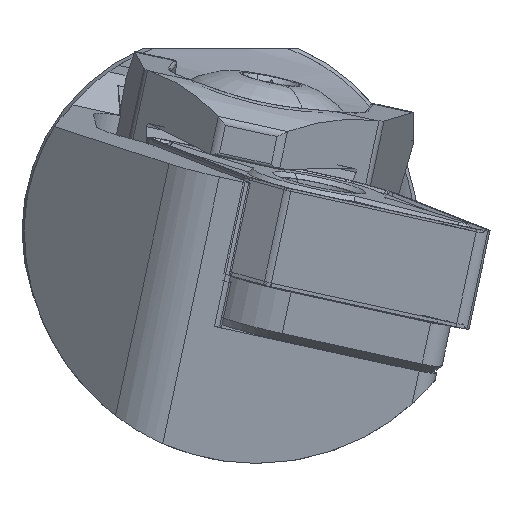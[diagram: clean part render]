
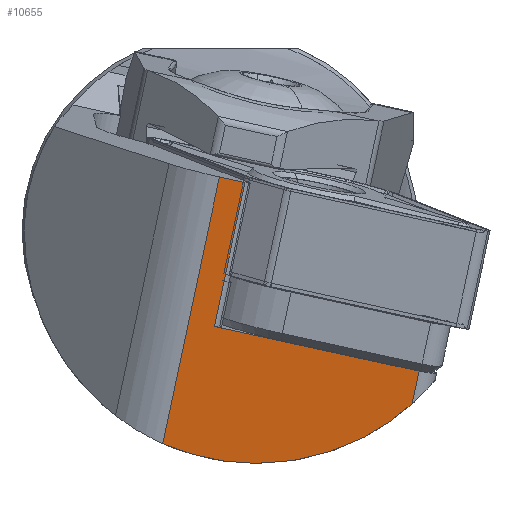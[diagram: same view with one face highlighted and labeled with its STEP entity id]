
A CAD part, left-side view. The second image highlights one B-rep face of the part: STEP entity #10655.
In plain terms, the highlighted planar face has unit normal (-0.993, 0.072, -0.091).
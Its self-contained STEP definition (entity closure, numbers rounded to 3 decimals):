
#12 = EDGE_CURVE ( 'NONE', #3754, #8004, #12728, .T. ) ;
#119 = VERTEX_POINT ( 'NONE', #6429 ) ;
#727 = DIRECTION ( 'NONE',  ( 0.105, 0.207, -0.973 ) ) ;
#1120 = EDGE_LOOP ( 'NONE', ( #9739, #12183, #14037, #15809, #9169, #9995, #10791 ) ) ;
#1327 = EDGE_CURVE ( 'NONE', #2211, #119, #4876, .T. ) ;
#1400 = CARTESIAN_POINT ( 'NONE',  ( 3.33, 3.626, -13.398 ) ) ;
#1463 = CARTESIAN_POINT ( 'NONE',  ( 3.016, -2.3, -14.65 ) ) ;
#1493 = CARTESIAN_POINT ( 'NONE',  ( 1.739, -12.529, -8.833 ) ) ;
#1583 = CARTESIAN_POINT ( 'NONE',  ( 1.961, -12.09, -10.898 ) ) ;
#1835 = VECTOR ( 'NONE', #7463, 1000. ) ;
#2091 = AXIS2_PLACEMENT_3D ( 'NONE', #6604, #6867, #4635 ) ;
#2100 = VERTEX_POINT ( 'NONE', #8535 ) ;
#2211 = VERTEX_POINT ( 'NONE', #1493 ) ;
#2332 =( BOUNDED_CURVE ( )  B_SPLINE_CURVE ( 3, ( #7679, #7794, #8836, #1583 ),
 .UNSPECIFIED., .F., .F. ) 
 B_SPLINE_CURVE_WITH_KNOTS ( ( 4, 4 ),
 ( 0.667, 1.399 ),
 .UNSPECIFIED. ) 
 CURVE ( )  GEOMETRIC_REPRESENTATION_ITEM ( )  RATIONAL_B_SPLINE_CURVE ( ( 1., 0.956, 0.956, 1. ) ) 
 REPRESENTATION_ITEM ( '' )  );
#2654 = PLANE ( 'NONE',  #2091 ) ;
#3301 = CARTESIAN_POINT ( 'NONE',  ( 1.44, -1.556, 3.058 ) ) ;
#3754 = VERTEX_POINT ( 'NONE', #11170 ) ;
#4191 = EDGE_CURVE ( 'NONE', #12174, #2100, #11175, .T. ) ;
#4635 = DIRECTION ( 'NONE',  ( 0., -0.786, -0.619 ) ) ;
#4876 = LINE ( 'NONE', #8057, #11133 ) ;
#6230 = LINE ( 'NONE', #14113, #6418 ) ;
#6372 =( BOUNDED_CURVE ( )  B_SPLINE_CURVE ( 3, ( #1400, #9930, #6492, #12614 ),
 .UNSPECIFIED., .F., .F. ) 
 B_SPLINE_CURVE_WITH_KNOTS ( ( 4, 4 ),
 ( 0.251, 0.667 ),
 .UNSPECIFIED. ) 
 CURVE ( )  GEOMETRIC_REPRESENTATION_ITEM ( )  RATIONAL_B_SPLINE_CURVE ( ( 1., 0.986, 0.986, 1. ) ) 
 REPRESENTATION_ITEM ( '' )  );
#6418 = VECTOR ( 'NONE', #10294, 1000. ) ;
#6429 = CARTESIAN_POINT ( 'NONE',  ( 1.961, -12.09, -10.898 ) ) ;
#6492 = CARTESIAN_POINT ( 'NONE',  ( 3.165, -0.252, -14.65 ) ) ;
#6604 = CARTESIAN_POINT ( 'NONE',  ( 4.914, -6.249, -38.377 ) ) ;
#6867 = DIRECTION ( 'NONE',  ( 0.993, -0.072, 0.091 ) ) ;
#6955 = VECTOR ( 'NONE', #13189, 1000. ) ;
#7463 = DIRECTION ( 'NONE',  ( 0.105, 0.207, -0.973 ) ) ;
#7679 = CARTESIAN_POINT ( 'NONE',  ( 3.016, -2.3, -14.65 ) ) ;
#7794 = CARTESIAN_POINT ( 'NONE',  ( 2.751, -5.956, -14.65 ) ) ;
#8004 = VERTEX_POINT ( 'NONE', #8255 ) ;
#8057 = CARTESIAN_POINT ( 'NONE',  ( 4.914, -6.249, -38.377 ) ) ;
#8144 = VECTOR ( 'NONE', #10790, 1000. ) ;
#8252 = CARTESIAN_POINT ( 'NONE',  ( 0.847, -2.728, 8.574 ) ) ;
#8255 = CARTESIAN_POINT ( 'NONE',  ( 3.33, 3.626, -13.398 ) ) ;
#8535 = CARTESIAN_POINT ( 'NONE',  ( 2.415, 0.373, -6.018 ) ) ;
#8836 = CARTESIAN_POINT ( 'NONE',  ( 2.383, -9.37, -13.342 ) ) ;
#9169 = ORIENTED_EDGE ( 'NONE', *, *, #9975, .T. ) ;
#9334 = EDGE_CURVE ( 'NONE', #8004, #10255, #6372, .T. ) ;
#9559 = EDGE_CURVE ( 'NONE', #2100, #2211, #6230, .T. ) ;
#9739 = ORIENTED_EDGE ( 'NONE', *, *, #4191, .F. ) ;
#9892 = CARTESIAN_POINT ( 'NONE',  ( 5.674, 8.262, -35.211 ) ) ;
#9930 = CARTESIAN_POINT ( 'NONE',  ( 3.271, 1.752, -14.227 ) ) ;
#9975 = EDGE_CURVE ( 'NONE', #10255, #119, #2332, .T. ) ;
#9995 = ORIENTED_EDGE ( 'NONE', *, *, #1327, .F. ) ;
#10255 = VERTEX_POINT ( 'NONE', #1463 ) ;
#10294 = DIRECTION ( 'NONE',  ( -0.051, -0.976, -0.213 ) ) ;
#10561 = LINE ( 'NONE', #13286, #6955 ) ;
#10655 = ADVANCED_FACE ( 'NONE', ( #14874 ), #2654, .F. ) ;
#10790 = DIRECTION ( 'NONE',  ( 0.105, 0.207, -0.973 ) ) ;
#10791 = ORIENTED_EDGE ( 'NONE', *, *, #9559, .F. ) ;
#11133 = VECTOR ( 'NONE', #727, 1000. ) ;
#11170 = CARTESIAN_POINT ( 'NONE',  ( 1.524, 0.053, 3.409 ) ) ;
#11175 = LINE ( 'NONE', #8252, #8144 ) ;
#12174 = VERTEX_POINT ( 'NONE', #3301 ) ;
#12183 = ORIENTED_EDGE ( 'NONE', *, *, #13607, .F. ) ;
#12614 = CARTESIAN_POINT ( 'NONE',  ( 3.016, -2.3, -14.65 ) ) ;
#12728 = LINE ( 'NONE', #9892, #1835 ) ;
#13189 = DIRECTION ( 'NONE',  ( -0.051, -0.976, -0.213 ) ) ;
#13286 = CARTESIAN_POINT ( 'NONE',  ( 0.764, -14.458, 0.243 ) ) ;
#13607 = EDGE_CURVE ( 'NONE', #3754, #12174, #10561, .T. ) ;
#14037 = ORIENTED_EDGE ( 'NONE', *, *, #12, .T. ) ;
#14113 = CARTESIAN_POINT ( 'NONE',  ( 1.739, -12.529, -8.833 ) ) ;
#14874 = FACE_OUTER_BOUND ( 'NONE', #1120, .T. ) ;
#15809 = ORIENTED_EDGE ( 'NONE', *, *, #9334, .T. ) ;
